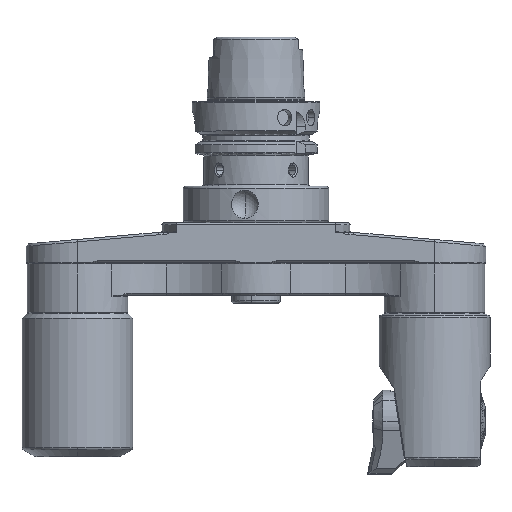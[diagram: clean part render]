
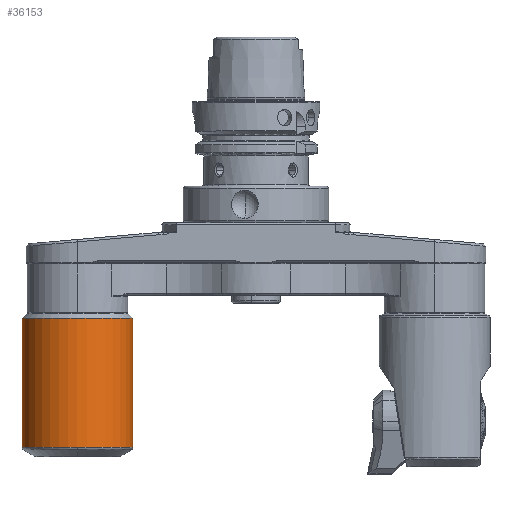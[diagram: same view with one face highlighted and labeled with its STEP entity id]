
A CAD part, top view. The second image highlights one B-rep face of the part: STEP entity #36153.
In plain terms, the highlighted cylindrical face has radius 27.5 mm (diameter 55 mm), a partial arc.
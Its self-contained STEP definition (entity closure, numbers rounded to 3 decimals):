
#2414 = CARTESIAN_POINT ( 'NONE',  ( 2.5, 0., -27.5 ) ) ;
#4091 = AXIS2_PLACEMENT_3D ( 'NONE', #18008, #49845, #22578 ) ;
#4670 = CYLINDRICAL_SURFACE ( 'NONE', #48308, 27.5 ) ;
#5115 = AXIS2_PLACEMENT_3D ( 'NONE', #42884, #15630, #47458 ) ;
#5866 = DIRECTION ( 'NONE',  ( 1., 0., 0. ) ) ;
#10185 = VECTOR ( 'NONE', #33438, 1000. ) ;
#12029 = EDGE_LOOP ( 'NONE', ( #21611, #45973, #58263, #27929, #17596 ) ) ;
#12760 = EDGE_CURVE ( 'NONE', #23346, #21266, #27250, .T. ) ;
#13493 = EDGE_CURVE ( 'NONE', #21266, #51067, #19957, .T. ) ;
#15630 = DIRECTION ( 'NONE',  ( 1., 0., 0. ) ) ;
#17596 = ORIENTED_EDGE ( 'NONE', *, *, #45976, .F. ) ;
#18008 = CARTESIAN_POINT ( 'NONE',  ( 2.5, 0., 0. ) ) ;
#18141 = FACE_OUTER_BOUND ( 'NONE', #12029, .T. ) ;
#18545 = VECTOR ( 'NONE', #56708, 1000. ) ;
#19141 = CARTESIAN_POINT ( 'NONE',  ( -30., 0., 27.5 ) ) ;
#19957 = LINE ( 'NONE', #38149, #18545 ) ;
#21266 = VERTEX_POINT ( 'NONE', #55947 ) ;
#21611 = ORIENTED_EDGE ( 'NONE', *, *, #13493, .F. ) ;
#22259 = LINE ( 'NONE', #19141, #10185 ) ;
#22578 = DIRECTION ( 'NONE',  ( 0., 0., 1. ) ) ;
#23346 = VERTEX_POINT ( 'NONE', #37104 ) ;
#25078 = CIRCLE ( 'NONE', #4091, 27.5 ) ;
#25292 = EDGE_CURVE ( 'NONE', #39139, #23346, #29653, .T. ) ;
#27250 = CIRCLE ( 'NONE', #43852, 27.5 ) ;
#27929 = ORIENTED_EDGE ( 'NONE', *, *, #29900, .T. ) ;
#29653 = CIRCLE ( 'NONE', #5115, 27.5 ) ;
#29900 = EDGE_CURVE ( 'NONE', #39139, #34815, #22259, .T. ) ;
#31885 = DIRECTION ( 'NONE',  ( 0., 0., 1. ) ) ;
#33052 = CARTESIAN_POINT ( 'NONE',  ( 66.381, 0., 0. ) ) ;
#33438 = DIRECTION ( 'NONE',  ( -1., 0., 0. ) ) ;
#34815 = VERTEX_POINT ( 'NONE', #49313 ) ;
#36153 = ADVANCED_FACE ( 'NONE', ( #18141 ), #4670, .T. ) ;
#36670 = DIRECTION ( 'NONE',  ( -1., 0., 0. ) ) ;
#37104 = CARTESIAN_POINT ( 'NONE',  ( 66.381, -27.5, 0. ) ) ;
#37640 = DIRECTION ( 'NONE',  ( 0., 1., 0. ) ) ;
#38149 = CARTESIAN_POINT ( 'NONE',  ( -30., 0., -27.5 ) ) ;
#39139 = VERTEX_POINT ( 'NONE', #48703 ) ;
#42884 = CARTESIAN_POINT ( 'NONE',  ( 66.381, 0., 0. ) ) ;
#43852 = AXIS2_PLACEMENT_3D ( 'NONE', #33052, #5866, #37640 ) ;
#45973 = ORIENTED_EDGE ( 'NONE', *, *, #12760, .F. ) ;
#45976 = EDGE_CURVE ( 'NONE', #51067, #34815, #25078, .T. ) ;
#47458 = DIRECTION ( 'NONE',  ( 0., 1., 0. ) ) ;
#48308 = AXIS2_PLACEMENT_3D ( 'NONE', #54834, #36670, #31885 ) ;
#48703 = CARTESIAN_POINT ( 'NONE',  ( 66.381, 0., 27.5 ) ) ;
#49313 = CARTESIAN_POINT ( 'NONE',  ( 2.5, 0., 27.5 ) ) ;
#49845 = DIRECTION ( 'NONE',  ( -1., 0., 0. ) ) ;
#51067 = VERTEX_POINT ( 'NONE', #2414 ) ;
#54834 = CARTESIAN_POINT ( 'NONE',  ( -30., 0., 0. ) ) ;
#55947 = CARTESIAN_POINT ( 'NONE',  ( 66.381, 0., -27.5 ) ) ;
#56708 = DIRECTION ( 'NONE',  ( -1., 0., 0. ) ) ;
#58263 = ORIENTED_EDGE ( 'NONE', *, *, #25292, .F. ) ;
